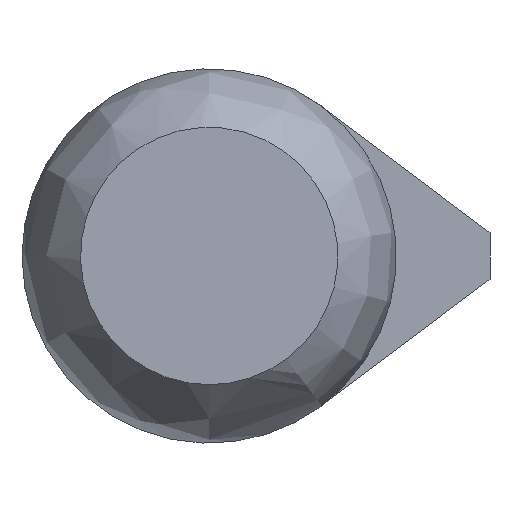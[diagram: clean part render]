
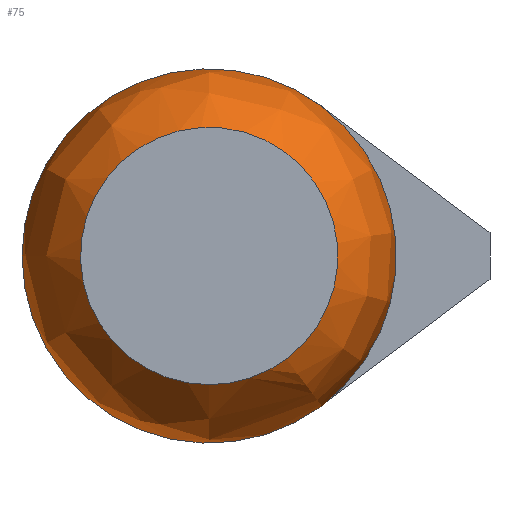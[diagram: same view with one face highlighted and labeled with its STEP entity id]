
A CAD part, front view. The second image highlights one B-rep face of the part: STEP entity #75.
In plain terms, the highlighted free-form (B-spline) face has degree [3, 3] with [4, 7] control points.
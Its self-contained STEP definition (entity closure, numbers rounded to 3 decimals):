
#75 = ADVANCED_FACE( '', ( #155, #156 ), #157, .T. );
#155 = FACE_OUTER_BOUND( '', #268, .T. );
#156 = FACE_OUTER_BOUND( '', #269, .T. );
#157 = ( BOUNDED_SURFACE(  )B_SPLINE_SURFACE( 3, 3, ( ( #272, #273, #274, #275, #276, #277, #278 ), ( #279, #280, #281, #282, #283, #284, #285 ), ( #286, #287, #288, #289, #290, #291, #292 ), ( #293, #294, #295, #296, #297, #298, #299 ) ), .UNSPECIFIED., .F., .T., .F. )B_SPLINE_SURFACE_WITH_KNOTS( ( 4, 4 ), ( 4, 3, 4 ), ( 0., 6.283 ), ( -0.101, 0.427, 0.954 ), .UNSPECIFIED. )GEOMETRIC_REPRESENTATION_ITEM(  )RATIONAL_B_SPLINE_SURFACE( ( ( 1., 0.333, 0.333, 1., 0.333, 0.333, 1. ), ( 0.909, 0.303, 0.303, 0.909, 0.303, 0.303, 0.909 ), ( 0.909, 0.303, 0.303, 0.909, 0.303, 0.303, 0.909 ), ( 1., 0.333, 0.333, 1., 0.333, 0.333, 1. ) ) )REPRESENTATION_ITEM( '' )SURFACE(  ) );
#268 = EDGE_LOOP( '', ( #430, #431 ) );
#269 = EDGE_LOOP( '', ( #432 ) );
#272 = CARTESIAN_POINT( '', ( 0., -49., -5.5 ) );
#273 = CARTESIAN_POINT( '', ( 11., -49., -5.5 ) );
#274 = CARTESIAN_POINT( '', ( 11., -49., 5.5 ) );
#275 = CARTESIAN_POINT( '', ( 0., -49., 5.5 ) );
#276 = CARTESIAN_POINT( '', ( -11., -49., 5.5 ) );
#277 = CARTESIAN_POINT( '', ( -11., -49., -5.5 ) );
#278 = CARTESIAN_POINT( '', ( 0., -49., -5.5 ) );
#279 = CARTESIAN_POINT( '', ( 0., -47.719, -7.307 ) );
#280 = CARTESIAN_POINT( '', ( 14.614, -47.719, -7.307 ) );
#281 = CARTESIAN_POINT( '', ( 14.614, -47.719, 7.307 ) );
#282 = CARTESIAN_POINT( '', ( 0., -47.719, 7.307 ) );
#283 = CARTESIAN_POINT( '', ( -14.614, -47.719, 7.307 ) );
#284 = CARTESIAN_POINT( '', ( -14.614, -47.719, -7.307 ) );
#285 = CARTESIAN_POINT( '', ( 0., -47.719, -7.307 ) );
#286 = CARTESIAN_POINT( '', ( 0., -45.703, -8.223 ) );
#287 = CARTESIAN_POINT( '', ( 16.446, -45.703, -8.223 ) );
#288 = CARTESIAN_POINT( '', ( 16.446, -45.703, 8.223 ) );
#289 = CARTESIAN_POINT( '', ( 0., -45.703, 8.223 ) );
#290 = CARTESIAN_POINT( '', ( -16.446, -45.703, 8.223 ) );
#291 = CARTESIAN_POINT( '', ( -16.446, -45.703, -8.223 ) );
#292 = CARTESIAN_POINT( '', ( 0., -45.703, -8.223 ) );
#293 = CARTESIAN_POINT( '', ( 0., -43.5, -8. ) );
#294 = CARTESIAN_POINT( '', ( 16., -43.5, -8. ) );
#295 = CARTESIAN_POINT( '', ( 16., -43.5, 8. ) );
#296 = CARTESIAN_POINT( '', ( 0., -43.5, 8. ) );
#297 = CARTESIAN_POINT( '', ( -16., -43.5, 8. ) );
#298 = CARTESIAN_POINT( '', ( -16., -43.5, -8. ) );
#299 = CARTESIAN_POINT( '', ( 0., -43.5, -8. ) );
#430 = ORIENTED_EDGE( '', *, *, #496, .F. );
#431 = ORIENTED_EDGE( '', *, *, #480, .F. );
#432 = ORIENTED_EDGE( '', *, *, #516, .F. );
#480 = EDGE_CURVE( '', #542, #544, #545, .T. );
#496 = EDGE_CURVE( '', #544, #542, #567, .T. );
#516 = EDGE_CURVE( '', #592, #592, #593, .T. );
#542 = VERTEX_POINT( '', #625 );
#544 = VERTEX_POINT( '', #628 );
#545 = CIRCLE( '', #629, 8. );
#567 = CIRCLE( '', #655, 8. );
#592 = VERTEX_POINT( '', #688 );
#593 = CIRCLE( '', #689, 5.5 );
#625 = CARTESIAN_POINT( '', ( 4.8, -43.5, -6.4 ) );
#628 = CARTESIAN_POINT( '', ( 4.8, -43.5, 6.4 ) );
#629 = AXIS2_PLACEMENT_3D( '', #710, #711, #712 );
#655 = AXIS2_PLACEMENT_3D( '', #732, #733, #734 );
#688 = CARTESIAN_POINT( '', ( 0., -49., -5.5 ) );
#689 = AXIS2_PLACEMENT_3D( '', #752, #753, #754 );
#710 = CARTESIAN_POINT( '', ( 0., -43.5, 0. ) );
#711 = DIRECTION( '', ( 0., 1., 0. ) );
#712 = DIRECTION( '', ( 1., 0., 0. ) );
#732 = CARTESIAN_POINT( '', ( 0., -43.5, 0. ) );
#733 = DIRECTION( '', ( 0., 1., 0. ) );
#734 = DIRECTION( '', ( 0., 0., 1. ) );
#752 = CARTESIAN_POINT( '', ( 0., -49., 0. ) );
#753 = DIRECTION( '', ( 0., -1., 0. ) );
#754 = DIRECTION( '', ( 0., 0., -1. ) );
